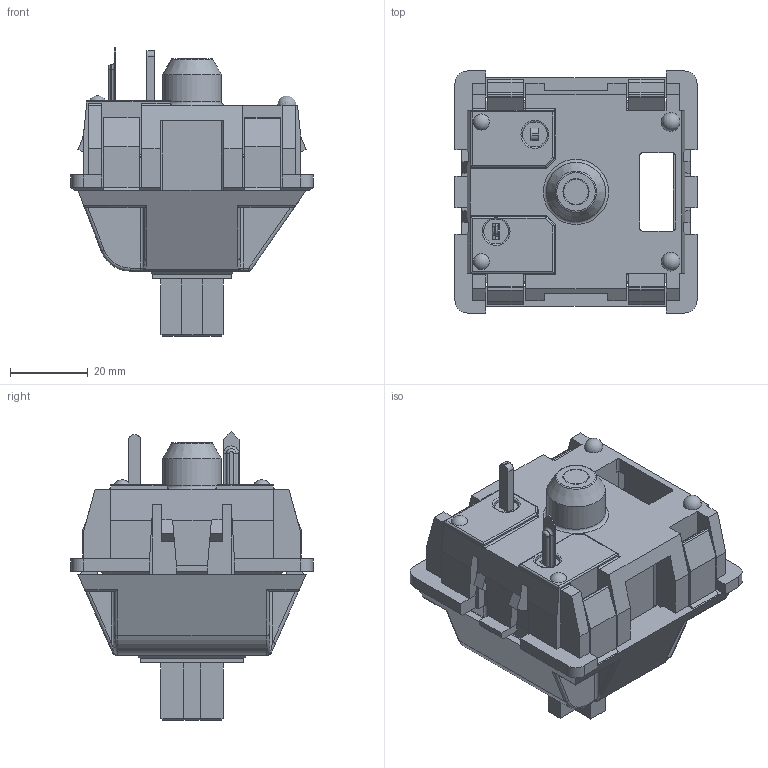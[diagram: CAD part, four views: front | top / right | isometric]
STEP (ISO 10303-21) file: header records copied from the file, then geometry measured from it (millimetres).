
FILE_DESCRIPTION(/* description */ ('STEP AP242','CAx-IF Rec.Pracs.---Representation and Presentation of Product Manufacturing Information (PMI)---4.0---2014-10-13','CAx-IF Rec.Pracs.---3D Tessellated Geometry---0.4---2014-09-14','2;1'),/* implementation_level */ '2;1');
FILE_NAME(/* name */ '65532e7cbd97310028e8405f',/* time_stamp */ '2023-11-14T08:23:25Z',/* author */ (''),/* organization */ (''),/* preprocessor_version */ 'ST-DEVELOPER v19.4',/* originating_system */ ' ',/* authorisation */ ' ');
FILE_SCHEMA (('AP242_MANAGED_MODEL_BASED_3D_ENGINEERING_MIM_LF { 1 0 10303 442 1 1 4 }'));
Length unit declared in the file: metre
Products named in the file (7): MX_SPRING; MX_DOWN; MX_PIN; MX_UP; UP_MX; MX_CLICK
Bounding box: 62.4 x 62.4 x 74.4 mm (x, y, z)
Volume: 63437.9 mm3; surface area: 51727.6 mm2
Topology: 7 solids, 7 shells, 901 faces, 2387 edges, 1508 vertices
Faces by surface type: plane 577, cylinder 237, torus 33, sphere 26, bspline 24, cone 4
Full cylindrical faces by diameter (mm): 4.8 x1, 6.4 x3, 8 x1, 10.4 x1, 12.8 x1, 15.2 x1, 19.2 x1
Entity records: 34901 total; most frequent: CARTESIAN_POINT 12429, ORIENTED_EDGE 4706, DIRECTION 4529, EDGE_CURVE 2353, LINE 1795, VECTOR 1795, VERTEX_POINT 1495, AXIS2_PLACEMENT_3D 1367
